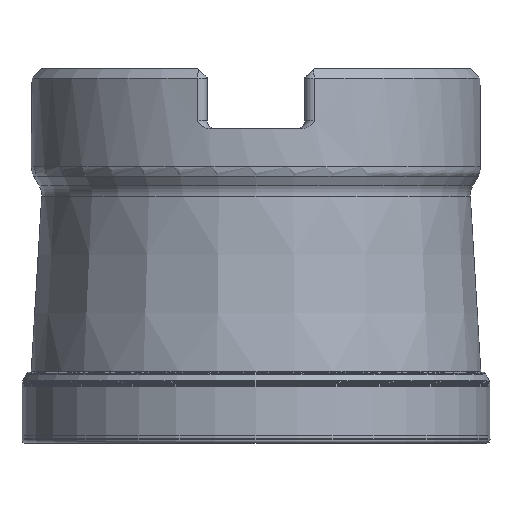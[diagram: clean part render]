
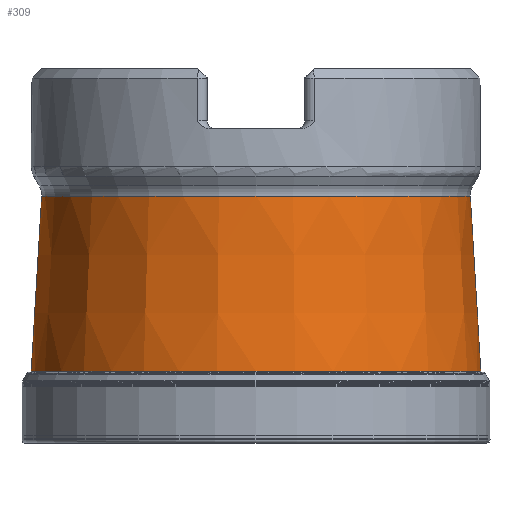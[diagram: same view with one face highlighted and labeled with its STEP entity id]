
A CAD part, front view. The second image highlights one B-rep face of the part: STEP entity #309.
In plain terms, the highlighted conical face has half-angle 3.41 degrees and reference radius 22.845 mm.
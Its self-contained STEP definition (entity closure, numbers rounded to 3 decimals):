
#248=CONICAL_SURFACE('',#1696,22.845,3.41);
#309=ADVANCED_FACE('',(#613,#614),#248,.T.);
#613=FACE_BOUND('',#750,.T.);
#614=FACE_BOUND('',#751,.T.);
#750=EDGE_LOOP('',(#943));
#751=EDGE_LOOP('',(#944));
#943=ORIENTED_EDGE('',*,*,#1406,.T.);
#944=ORIENTED_EDGE('',*,*,#1407,.T.);
#1267=VERTEX_POINT('',#2771);
#1268=VERTEX_POINT('',#2773);
#1406=EDGE_CURVE('',#1267,#1267,#1580,.T.);
#1407=EDGE_CURVE('',#1268,#1268,#1581,.T.);
#1580=CIRCLE('',#1694,22.881);
#1581=CIRCLE('',#1695,23.996);
#1694=AXIS2_PLACEMENT_3D('',#2770,#1985,#1986);
#1695=AXIS2_PLACEMENT_3D('',#2772,#1987,#1988);
#1696=AXIS2_PLACEMENT_3D('',#2774,#1989,#1990);
#1985=DIRECTION('',(0.,0.,-1.));
#1986=DIRECTION('',(-1.,0.,0.));
#1987=DIRECTION('',(0.,0.,1.));
#1988=DIRECTION('',(1.,0.,0.));
#1989=DIRECTION('',(0.,0.,-1.));
#1990=DIRECTION('',(-1.,0.,0.));
#2770=CARTESIAN_POINT('',(0.,0.,-13.599));
#2771=CARTESIAN_POINT('',(-22.881,0.,-13.599));
#2772=CARTESIAN_POINT('',(0.,0.,-32.321));
#2773=CARTESIAN_POINT('',(23.996,0.,-32.321));
#2774=CARTESIAN_POINT('',(0.,0.,-13.));
